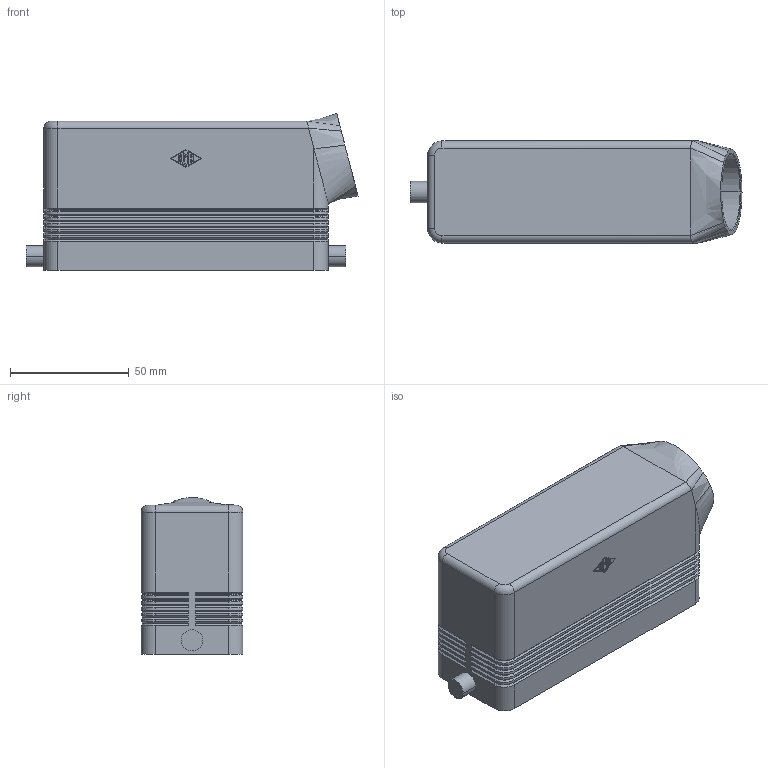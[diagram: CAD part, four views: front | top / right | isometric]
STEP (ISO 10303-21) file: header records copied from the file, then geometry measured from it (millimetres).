
FILE_DESCRIPTION(('Creo Elements/Direct Modeling STEP Export'),'2;1');
FILE_NAME('0ln7tug4dn55blg3184','2017-11-14T10:21:30',(''),(''),'PTC Creo Elements/Direct Modeling STEP processor for AP214 (Solid Model)','PTC Creo Elements/Direct Modeling 19.0E 27-Jun-2016 (C) Parametric Technology GmbH','');
FILE_SCHEMA(('AUTOMOTIVE_DESIGN { 1 0 10303 214 1 1 1 1 }'));
Length unit declared in the file: millimetre
Products named in the file (1): RHO_24_L32
Bounding box: 140.09 x 43 x 66.21 mm (x, y, z)
Volume: 83910.2 mm3; surface area: 50580.8 mm2
Topology: 1 solids, 1 shells, 397 faces, 937 edges, 550 vertices
Faces by surface type: plane 224, cylinder 103, cone 58, bspline 8, torus 4
Entity records: 11527 total; most frequent: CARTESIAN_POINT 2479, DIRECTION 1873, ORIENTED_EDGE 1858, EDGE_CURVE 929, VECTOR 695, LINE 695, AXIS2_PLACEMENT_3D 589, VERTEX_POINT 550
